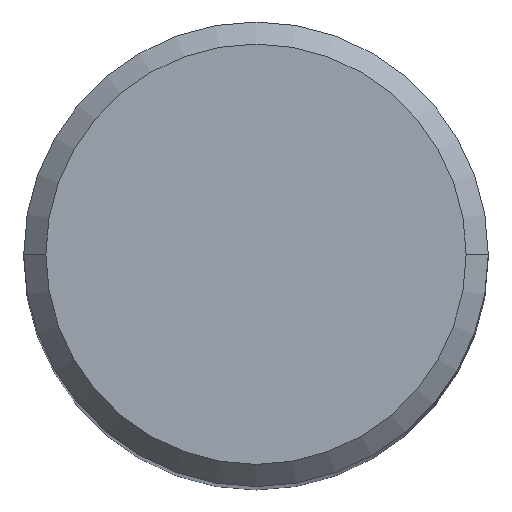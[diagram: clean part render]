
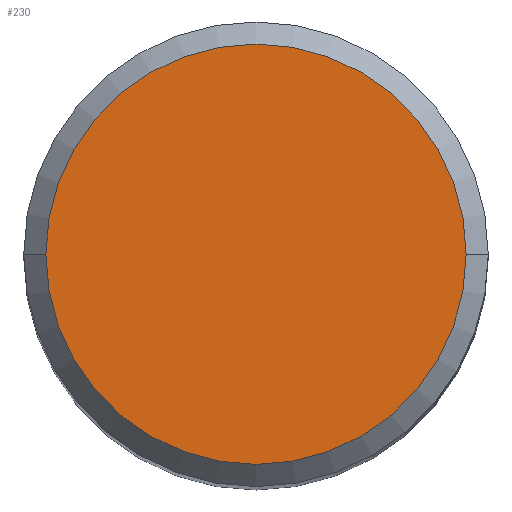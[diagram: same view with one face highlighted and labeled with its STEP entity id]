
A CAD part, top view. The second image highlights one B-rep face of the part: STEP entity #230.
In plain terms, the highlighted planar face has unit normal (0, 0, 1).
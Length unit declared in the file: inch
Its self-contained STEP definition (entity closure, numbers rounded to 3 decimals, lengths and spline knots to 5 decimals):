
#13 = DIRECTION ( 'NONE',  ( 1., 0., 0. ) ) ;
#14 = AXIS2_PLACEMENT_3D ( 'NONE', #241, #107, #176 ) ;
#36 = DIRECTION ( 'NONE',  ( 0., 0., 1. ) ) ;
#71 = VERTEX_POINT ( 'NONE', #171 ) ;
#75 = ORIENTED_EDGE ( 'NONE', *, *, #95, .T. ) ;
#86 = FACE_OUTER_BOUND ( 'NONE', #214, .T. ) ;
#87 = CARTESIAN_POINT ( 'NONE',  ( 0., 0., 2.95276 ) ) ;
#95 = EDGE_CURVE ( 'NONE', #71, #295, #128, .T. ) ;
#107 = DIRECTION ( 'NONE',  ( 0., 0., 1. ) ) ;
#128 = CIRCLE ( 'NONE', #297, 0.14248 ) ;
#139 = ORIENTED_EDGE ( 'NONE', *, *, #190, .T. ) ;
#171 = CARTESIAN_POINT ( 'NONE',  ( -0.14248, 0., 2.95276 ) ) ;
#176 = DIRECTION ( 'NONE',  ( 1., 0., 0. ) ) ;
#190 = EDGE_CURVE ( 'NONE', #295, #71, #265, .T. ) ;
#192 = AXIS2_PLACEMENT_3D ( 'NONE', #87, #199, #13 ) ;
#199 = DIRECTION ( 'NONE',  ( 0., 0., 1. ) ) ;
#214 = EDGE_LOOP ( 'NONE', ( #75, #139 ) ) ;
#218 = DIRECTION ( 'NONE',  ( 1., 0., 0. ) ) ;
#230 = ADVANCED_FACE ( 'NONE', ( #86 ), #273, .T. ) ;
#241 = CARTESIAN_POINT ( 'NONE',  ( 0., 0., 2.95276 ) ) ;
#265 = CIRCLE ( 'NONE', #192, 0.14248 ) ;
#269 = CARTESIAN_POINT ( 'NONE',  ( 0., 0., 2.95276 ) ) ;
#273 = PLANE ( 'NONE',  #14 ) ;
#280 = CARTESIAN_POINT ( 'NONE',  ( 0.14248, 0., 2.95276 ) ) ;
#295 = VERTEX_POINT ( 'NONE', #280 ) ;
#297 = AXIS2_PLACEMENT_3D ( 'NONE', #269, #36, #218 ) ;
